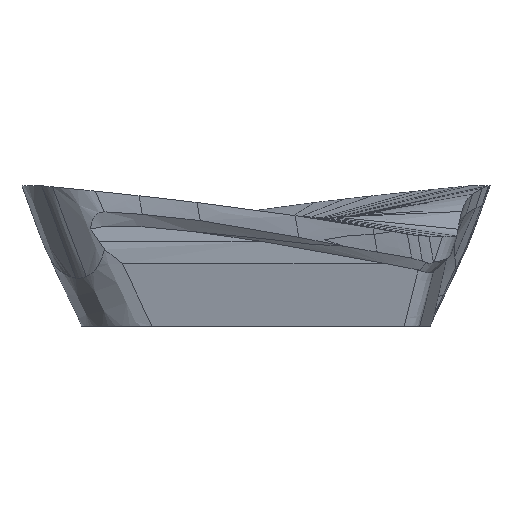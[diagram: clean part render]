
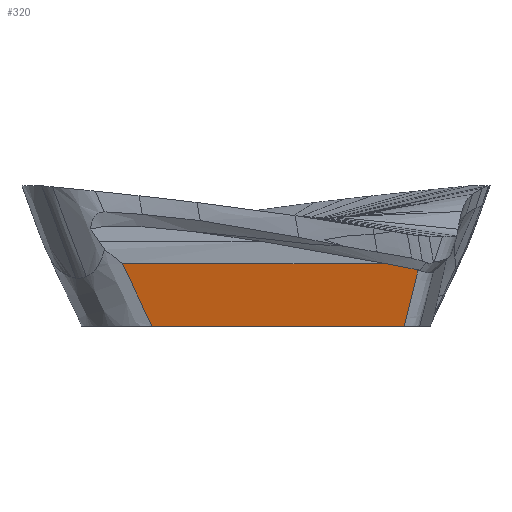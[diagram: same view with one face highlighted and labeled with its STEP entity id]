
A CAD part, front view. The second image highlights one B-rep face of the part: STEP entity #320.
In plain terms, the highlighted planar face has unit normal (0, -0.982, -0.191).
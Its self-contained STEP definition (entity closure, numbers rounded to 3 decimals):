
#69=PLANE('',#3114);
#320=ADVANCED_FACE('',(#500),#69,.F.);
#500=FACE_OUTER_BOUND('',#664,.T.);
#664=EDGE_LOOP('',(#1318,#1319,#1320,#1321,#1322));
#1318=ORIENTED_EDGE('',*,*,#2174,.F.);
#1319=ORIENTED_EDGE('',*,*,#2144,.F.);
#1320=ORIENTED_EDGE('',*,*,#2175,.F.);
#1321=ORIENTED_EDGE('',*,*,#2176,.F.);
#1322=ORIENTED_EDGE('',*,*,#2171,.F.);
#1766=VERTEX_POINT('',#8284);
#1767=VERTEX_POINT('',#8291);
#1784=VERTEX_POINT('',#8541);
#1789=VERTEX_POINT('',#8596);
#1792=VERTEX_POINT('',#8605);
#2144=EDGE_CURVE('',#1766,#1767,#2876,.T.);
#2171=EDGE_CURVE('',#1789,#1784,#2327,.T.);
#2174=EDGE_CURVE('',#1767,#1789,#2328,.T.);
#2175=EDGE_CURVE('',#1792,#1766,#2329,.T.);
#2176=EDGE_CURVE('',#1784,#1792,#2330,.T.);
#2327=LINE('',#8597,#2431);
#2328=LINE('',#8603,#2432);
#2329=LINE('',#8604,#2433);
#2330=LINE('',#8606,#2434);
#2431=VECTOR('',#3289,1.);
#2432=VECTOR('',#3296,1.);
#2433=VECTOR('',#3297,1.);
#2434=VECTOR('',#3298,1.);
#2876=B_SPLINE_CURVE_WITH_KNOTS('',3,(#8285,#8286,#8287,#8288,#8289,#8290),
 .UNSPECIFIED.,.F.,.F.,(4,1,1,4),(0.,0.333,0.667,1.),
 .UNSPECIFIED.);
#3114=AXIS2_PLACEMENT_3D('',#8607,#3299,#3300);
#3289=DIRECTION('',(-1.,0.,0.));
#3296=DIRECTION('',(-0.24,0.185,-0.953));
#3297=DIRECTION('',(1.,0.,0.));
#3298=DIRECTION('',(-0.421,-0.173,0.891));
#3299=DIRECTION('',(0.,0.982,0.191));
#3300=DIRECTION('',(0.,-0.191,0.982));
#8284=CARTESIAN_POINT('',(3.34,-2.991,-2.));
#8285=CARTESIAN_POINT('',(3.34,-2.991,-2.));
#8286=CARTESIAN_POINT('',(3.435,-2.987,-2.019));
#8287=CARTESIAN_POINT('',(3.623,-2.98,-2.057));
#8288=CARTESIAN_POINT('',(3.897,-2.97,-2.11));
#8289=CARTESIAN_POINT('',(4.072,-2.963,-2.143));
#8290=CARTESIAN_POINT('',(4.159,-2.96,-2.159));
#8291=CARTESIAN_POINT('',(4.159,-2.96,-2.159));
#8541=CARTESIAN_POINT('',(-2.667,-2.68,-3.6));
#8596=CARTESIAN_POINT('',(3.796,-2.68,-3.6));
#8597=CARTESIAN_POINT('',(3.796,-2.68,-3.6));
#8603=CARTESIAN_POINT('',(4.159,-2.96,-2.159));
#8604=CARTESIAN_POINT('',(-3.423,-2.991,-2.));
#8605=CARTESIAN_POINT('',(-3.423,-2.991,-2.));
#8606=CARTESIAN_POINT('',(-2.667,-2.68,-3.6));
#8607=CARTESIAN_POINT('',(-7.5,-2.991,-2.));
